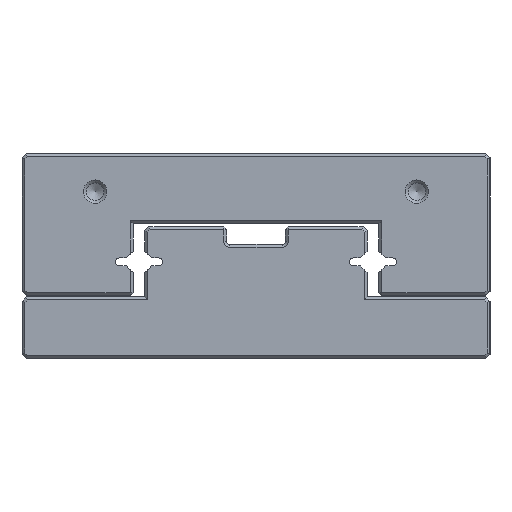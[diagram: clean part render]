
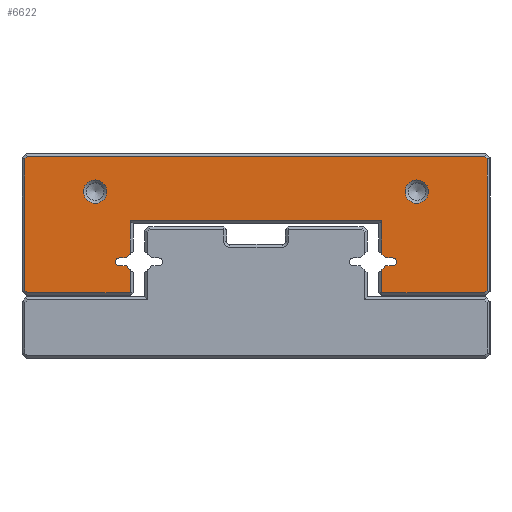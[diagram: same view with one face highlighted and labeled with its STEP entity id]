
A CAD part, left-side view. The second image highlights one B-rep face of the part: STEP entity #6622.
In plain terms, the highlighted planar face has unit normal (-1, 0, 0).
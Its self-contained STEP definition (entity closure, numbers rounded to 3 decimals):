
#5309=FACE_BOUND('',#10471,.T.);
#5310=FACE_BOUND('',#10472,.T.);
#5311=FACE_BOUND('',#10473,.T.);
#6005=CIRCLE('',#29235,0.667);
#6028=CIRCLE('',#29266,0.667);
#6032=CIRCLE('',#29276,2.);
#6033=CIRCLE('',#29277,2.);
#6622=ADVANCED_FACE('',(#5309,#5310,#5311),#7966,.T.);
#7966=PLANE('',#29278);
#10471=EDGE_LOOP('',(#13914,#13915,#13916,#13917,#13918,#13919,#13920,#13921,
#13922,#13923,#13924,#13925,#13926,#13927,#13928,#13929,#13930,#13931,#13932,
#13933,#13934,#13935,#13936,#13937));
#10472=EDGE_LOOP('',(#13938));
#10473=EDGE_LOOP('',(#13939));
#13914=ORIENTED_EDGE('',*,*,#21834,.F.);
#13915=ORIENTED_EDGE('',*,*,#21873,.T.);
#13916=ORIENTED_EDGE('',*,*,#21874,.T.);
#13917=ORIENTED_EDGE('',*,*,#21875,.T.);
#13918=ORIENTED_EDGE('',*,*,#21763,.F.);
#13919=ORIENTED_EDGE('',*,*,#21757,.F.);
#13920=ORIENTED_EDGE('',*,*,#21754,.F.);
#13921=ORIENTED_EDGE('',*,*,#21751,.F.);
#13922=ORIENTED_EDGE('',*,*,#21749,.F.);
#13923=ORIENTED_EDGE('',*,*,#21876,.T.);
#13924=ORIENTED_EDGE('',*,*,#21877,.T.);
#13925=ORIENTED_EDGE('',*,*,#21878,.T.);
#13926=ORIENTED_EDGE('',*,*,#21879,.T.);
#13927=ORIENTED_EDGE('',*,*,#21880,.T.);
#13928=ORIENTED_EDGE('',*,*,#21881,.T.);
#13929=ORIENTED_EDGE('',*,*,#21882,.T.);
#13930=ORIENTED_EDGE('',*,*,#21883,.T.);
#13931=ORIENTED_EDGE('',*,*,#21884,.T.);
#13932=ORIENTED_EDGE('',*,*,#21885,.T.);
#13933=ORIENTED_EDGE('',*,*,#21886,.T.);
#13934=ORIENTED_EDGE('',*,*,#21848,.F.);
#13935=ORIENTED_EDGE('',*,*,#21842,.F.);
#13936=ORIENTED_EDGE('',*,*,#21839,.F.);
#13937=ORIENTED_EDGE('',*,*,#21836,.F.);
#13938=ORIENTED_EDGE('',*,*,#21887,.T.);
#13939=ORIENTED_EDGE('',*,*,#21888,.T.);
#19291=VERTEX_POINT('',#39423);
#19292=VERTEX_POINT('',#39425);
#19293=VERTEX_POINT('',#39429);
#19295=VERTEX_POINT('',#39435);
#19297=VERTEX_POINT('',#39441);
#19302=VERTEX_POINT('',#39453);
#19350=VERTEX_POINT('',#39575);
#19351=VERTEX_POINT('',#39577);
#19352=VERTEX_POINT('',#39581);
#19354=VERTEX_POINT('',#39587);
#19356=VERTEX_POINT('',#39593);
#19361=VERTEX_POINT('',#39605);
#19382=VERTEX_POINT('',#39655);
#19383=VERTEX_POINT('',#39657);
#19384=VERTEX_POINT('',#39660);
#19385=VERTEX_POINT('',#39662);
#19386=VERTEX_POINT('',#39664);
#19387=VERTEX_POINT('',#39666);
#19388=VERTEX_POINT('',#39668);
#19389=VERTEX_POINT('',#39670);
#19390=VERTEX_POINT('',#39672);
#19391=VERTEX_POINT('',#39674);
#19392=VERTEX_POINT('',#39676);
#19393=VERTEX_POINT('',#39678);
#19394=VERTEX_POINT('',#39681);
#19395=VERTEX_POINT('',#39683);
#21749=EDGE_CURVE('',#19291,#19292,#24599,.T.);
#21751=EDGE_CURVE('',#19292,#19293,#24601,.T.);
#21754=EDGE_CURVE('',#19293,#19295,#6005,.T.);
#21757=EDGE_CURVE('',#19295,#19297,#24605,.T.);
#21763=EDGE_CURVE('',#19297,#19302,#24611,.T.);
#21834=EDGE_CURVE('',#19350,#19351,#24661,.T.);
#21836=EDGE_CURVE('',#19351,#19352,#24663,.T.);
#21839=EDGE_CURVE('',#19352,#19354,#6028,.T.);
#21842=EDGE_CURVE('',#19354,#19356,#24667,.T.);
#21848=EDGE_CURVE('',#19356,#19361,#24673,.T.);
#21873=EDGE_CURVE('',#19350,#19382,#24696,.T.);
#21874=EDGE_CURVE('',#19382,#19383,#24697,.T.);
#21875=EDGE_CURVE('',#19383,#19302,#24698,.T.);
#21876=EDGE_CURVE('',#19291,#19384,#24699,.T.);
#21877=EDGE_CURVE('',#19384,#19385,#24700,.T.);
#21878=EDGE_CURVE('',#19385,#19386,#24701,.T.);
#21879=EDGE_CURVE('',#19386,#19387,#24702,.T.);
#21880=EDGE_CURVE('',#19387,#19388,#24703,.T.);
#21881=EDGE_CURVE('',#19388,#19389,#24704,.T.);
#21882=EDGE_CURVE('',#19389,#19390,#24705,.T.);
#21883=EDGE_CURVE('',#19390,#19391,#24706,.T.);
#21884=EDGE_CURVE('',#19391,#19392,#24707,.T.);
#21885=EDGE_CURVE('',#19392,#19393,#24708,.T.);
#21886=EDGE_CURVE('',#19393,#19361,#24709,.T.);
#21887=EDGE_CURVE('',#19394,#19394,#6032,.T.);
#21888=EDGE_CURVE('',#19395,#19395,#6033,.T.);
#24599=LINE('',#39424,#27035);
#24601=LINE('',#39428,#27037);
#24605=LINE('',#39440,#27041);
#24611=LINE('',#39452,#27047);
#24661=LINE('',#39576,#27097);
#24663=LINE('',#39580,#27099);
#24667=LINE('',#39592,#27103);
#24673=LINE('',#39604,#27109);
#24696=LINE('',#39654,#27132);
#24697=LINE('',#39656,#27133);
#24698=LINE('',#39658,#27134);
#24699=LINE('',#39659,#27135);
#24700=LINE('',#39661,#27136);
#24701=LINE('',#39663,#27137);
#24702=LINE('',#39665,#27138);
#24703=LINE('',#39667,#27139);
#24704=LINE('',#39669,#27140);
#24705=LINE('',#39671,#27141);
#24706=LINE('',#39673,#27142);
#24707=LINE('',#39675,#27143);
#24708=LINE('',#39677,#27144);
#24709=LINE('',#39679,#27145);
#27035=VECTOR('',#32471,1.);
#27037=VECTOR('',#32475,1.);
#27041=VECTOR('',#32487,1.);
#27047=VECTOR('',#32495,1.);
#27097=VECTOR('',#32595,1.);
#27099=VECTOR('',#32599,1.);
#27103=VECTOR('',#32611,1.);
#27109=VECTOR('',#32619,1.);
#27132=VECTOR('',#32654,1.);
#27133=VECTOR('',#32655,1.);
#27134=VECTOR('',#32656,1.);
#27135=VECTOR('',#32657,1.);
#27136=VECTOR('',#32658,1.);
#27137=VECTOR('',#32659,1.);
#27138=VECTOR('',#32660,1.);
#27139=VECTOR('',#32661,1.);
#27140=VECTOR('',#32662,1.);
#27141=VECTOR('',#32663,1.);
#27142=VECTOR('',#32664,1.);
#27143=VECTOR('',#32665,1.);
#27144=VECTOR('',#32666,1.);
#27145=VECTOR('',#32667,1.);
#29235=AXIS2_PLACEMENT_3D('',#39434,#32480,#32481);
#29266=AXIS2_PLACEMENT_3D('',#39586,#32604,#32605);
#29276=AXIS2_PLACEMENT_3D('',#39680,#32668,#32669);
#29277=AXIS2_PLACEMENT_3D('',#39682,#32670,#32671);
#29278=AXIS2_PLACEMENT_3D('',#39684,#32672,#32673);
#32471=DIRECTION('',(0.,-0.707,0.707));
#32475=DIRECTION('',(0.,-1.,0.));
#32480=DIRECTION('',(-1.,0.,0.));
#32481=DIRECTION('',(0.,0.,-1.));
#32487=DIRECTION('',(0.,1.,0.));
#32495=DIRECTION('',(0.,0.707,0.707));
#32595=DIRECTION('',(0.,0.707,-0.707));
#32599=DIRECTION('',(0.,1.,0.));
#32604=DIRECTION('',(-1.,0.,0.));
#32605=DIRECTION('',(0.,0.,1.));
#32611=DIRECTION('',(0.,-1.,0.));
#32619=DIRECTION('',(0.,-0.707,-0.707));
#32654=DIRECTION('',(0.,0.,1.));
#32655=DIRECTION('',(0.,-1.,0.));
#32656=DIRECTION('',(0.,0.,-1.));
#32657=DIRECTION('',(0.,0.,-1.));
#32658=DIRECTION('',(0.,-1.,0.));
#32659=DIRECTION('',(0.,-0.707,0.707));
#32660=DIRECTION('',(0.,0.,1.));
#32661=DIRECTION('',(0.,0.707,0.707));
#32662=DIRECTION('',(0.,1.,0.));
#32663=DIRECTION('',(0.,0.707,-0.707));
#32664=DIRECTION('',(0.,0.,-1.));
#32665=DIRECTION('',(0.,-0.707,-0.707));
#32666=DIRECTION('',(0.,-1.,0.));
#32667=DIRECTION('',(0.,0.,1.));
#32668=DIRECTION('',(1.,0.,0.));
#32669=DIRECTION('',(0.,0.,-1.));
#32670=DIRECTION('',(1.,0.,0.));
#32671=DIRECTION('',(0.,0.,-1.));
#32672=DIRECTION('',(-1.,0.,0.));
#32673=DIRECTION('',(0.,0.,-1.));
#39423=CARTESIAN_POINT('',(80.,18.5,15.172));
#39424=CARTESIAN_POINT('',(80.,19.,14.672));
#39425=CARTESIAN_POINT('',(80.,17.838,15.833));
#39428=CARTESIAN_POINT('',(80.,17.838,15.833));
#39429=CARTESIAN_POINT('',(80.,16.667,15.833));
#39434=CARTESIAN_POINT('',(80.,16.667,16.5));
#39435=CARTESIAN_POINT('',(80.,16.667,17.167));
#39440=CARTESIAN_POINT('',(80.,16.667,17.167));
#39441=CARTESIAN_POINT('',(80.,17.838,17.167));
#39452=CARTESIAN_POINT('',(80.,17.838,17.167));
#39453=CARTESIAN_POINT('',(80.,18.5,17.828));
#39575=CARTESIAN_POINT('',(80.,61.5,17.828));
#39576=CARTESIAN_POINT('',(80.,61.,18.328));
#39577=CARTESIAN_POINT('',(80.,62.162,17.167));
#39580=CARTESIAN_POINT('',(80.,62.162,17.167));
#39581=CARTESIAN_POINT('',(80.,63.333,17.167));
#39586=CARTESIAN_POINT('',(80.,63.333,16.5));
#39587=CARTESIAN_POINT('',(80.,63.333,15.833));
#39592=CARTESIAN_POINT('',(80.,63.333,15.833));
#39593=CARTESIAN_POINT('',(80.,62.162,15.833));
#39604=CARTESIAN_POINT('',(80.,62.162,15.833));
#39605=CARTESIAN_POINT('',(80.,61.5,15.172));
#39654=CARTESIAN_POINT('',(80.,61.5,23.));
#39655=CARTESIAN_POINT('',(80.,61.5,23.5));
#39656=CARTESIAN_POINT('',(80.,19.,23.5));
#39657=CARTESIAN_POINT('',(80.,18.5,23.5));
#39658=CARTESIAN_POINT('',(80.,18.5,18.328));
#39659=CARTESIAN_POINT('',(80.,18.5,10.7));
#39660=CARTESIAN_POINT('',(80.,18.5,11.2));
#39661=CARTESIAN_POINT('',(80.,0.7,11.2));
#39662=CARTESIAN_POINT('',(80.,0.907,11.2));
#39663=CARTESIAN_POINT('',(80.,6.137,5.97));
#39664=CARTESIAN_POINT('',(80.,0.5,11.607));
#39665=CARTESIAN_POINT('',(80.,0.5,34.3));
#39666=CARTESIAN_POINT('',(80.,0.5,34.093));
#39667=CARTESIAN_POINT('',(80.,-0.213,33.38));
#39668=CARTESIAN_POINT('',(80.,0.907,34.5));
#39669=CARTESIAN_POINT('',(80.,79.3,34.5));
#39670=CARTESIAN_POINT('',(80.,79.093,34.5));
#39671=CARTESIAN_POINT('',(80.,56.88,56.713));
#39672=CARTESIAN_POINT('',(80.,79.5,34.093));
#39673=CARTESIAN_POINT('',(80.,79.5,11.4));
#39674=CARTESIAN_POINT('',(80.,79.5,11.607));
#39675=CARTESIAN_POINT('',(80.,50.53,-17.363));
#39676=CARTESIAN_POINT('',(80.,79.093,11.2));
#39677=CARTESIAN_POINT('',(80.,61.,11.2));
#39678=CARTESIAN_POINT('',(80.,61.5,11.2));
#39679=CARTESIAN_POINT('',(80.,61.5,14.672));
#39680=CARTESIAN_POINT('',(80.,12.5,28.5));
#39681=CARTESIAN_POINT('',(80.,12.5,26.5));
#39682=CARTESIAN_POINT('',(80.,67.5,28.5));
#39683=CARTESIAN_POINT('',(80.,67.5,26.5));
#39684=CARTESIAN_POINT('',(80.,16.667,16.5));
